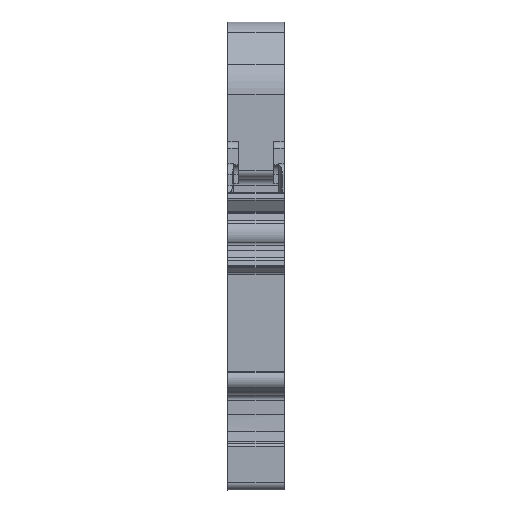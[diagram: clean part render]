
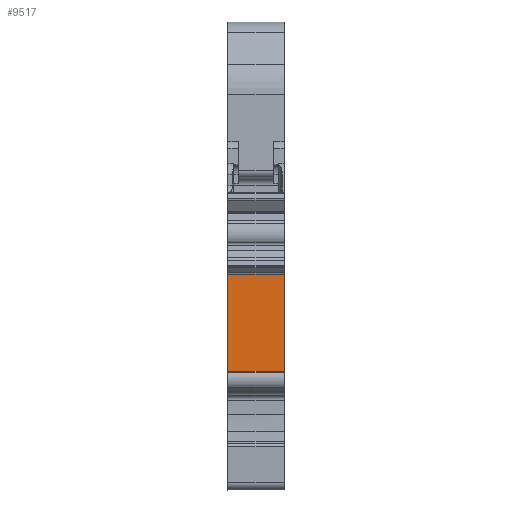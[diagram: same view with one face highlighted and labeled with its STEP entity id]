
A CAD part, front view. The second image highlights one B-rep face of the part: STEP entity #9517.
In plain terms, the highlighted planar face has unit normal (0, -1, 0).
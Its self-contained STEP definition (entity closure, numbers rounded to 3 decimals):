
#9504=AXIS2_PLACEMENT_3D('Plane Axis2P3D',#9501,#9502,#9503) ;
#3306=CARTESIAN_POINT('Vertex',(0.,1.5,16.841)) ;
#3309=CARTESIAN_POINT('Line Origine',(0.,1.5,23.697)) ;
#3313=CARTESIAN_POINT('Vertex',(0.,1.5,30.554)) ;
#4912=CARTESIAN_POINT('Vertex',(8.,1.5,30.554)) ;
#4915=CARTESIAN_POINT('Line Origine',(8.,1.5,23.697)) ;
#4919=CARTESIAN_POINT('Vertex',(8.,1.5,16.841)) ;
#9489=CARTESIAN_POINT('Line Origine',(-8.,1.5,16.841)) ;
#9501=CARTESIAN_POINT('Axis2P3D Location',(-8.,1.5,16.841)) ;
#9506=CARTESIAN_POINT('Line Origine',(4.,1.5,30.554)) ;
#3310=DIRECTION('Vector Direction',(0.,0.,1.)) ;
#4916=DIRECTION('Vector Direction',(0.,0.,1.)) ;
#9490=DIRECTION('Vector Direction',(1.,0.,0.)) ;
#9502=DIRECTION('Axis2P3D Direction',(0.,1.,0.)) ;
#9503=DIRECTION('Axis2P3D XDirection',(0.,0.,-1.)) ;
#9507=DIRECTION('Vector Direction',(1.,0.,0.)) ;
#3311=VECTOR('Line Direction',#3310,1.) ;
#4917=VECTOR('Line Direction',#4916,1.) ;
#9491=VECTOR('Line Direction',#9490,1.) ;
#9508=VECTOR('Line Direction',#9507,1.) ;
#9512=ORIENTED_EDGE('',*,*,#3315,.F.) ;
#9513=ORIENTED_EDGE('',*,*,#9493,.T.) ;
#9514=ORIENTED_EDGE('',*,*,#4921,.T.) ;
#9515=ORIENTED_EDGE('',*,*,#9510,.F.) ;
#9517=ADVANCED_FACE('MOULDING',(#9516),#9505,.F.) ;
#3315=EDGE_CURVE('',#3307,#3314,#3312,.T.) ;
#4921=EDGE_CURVE('',#4920,#4913,#4918,.T.) ;
#9493=EDGE_CURVE('',#3307,#4920,#9492,.T.) ;
#9510=EDGE_CURVE('',#3314,#4913,#9509,.T.) ;
#9511=EDGE_LOOP('',(#9512,#9513,#9514,#9515)) ;
#9516=FACE_OUTER_BOUND('',#9511,.T.) ;
#3312=LINE('Line',#3309,#3311) ;
#4918=LINE('Line',#4915,#4917) ;
#9492=LINE('Line',#9489,#9491) ;
#9509=LINE('Line',#9506,#9508) ;
#9505=PLANE('',#9504) ;
#3307=VERTEX_POINT('',#3306) ;
#3314=VERTEX_POINT('',#3313) ;
#4913=VERTEX_POINT('',#4912) ;
#4920=VERTEX_POINT('',#4919) ;
